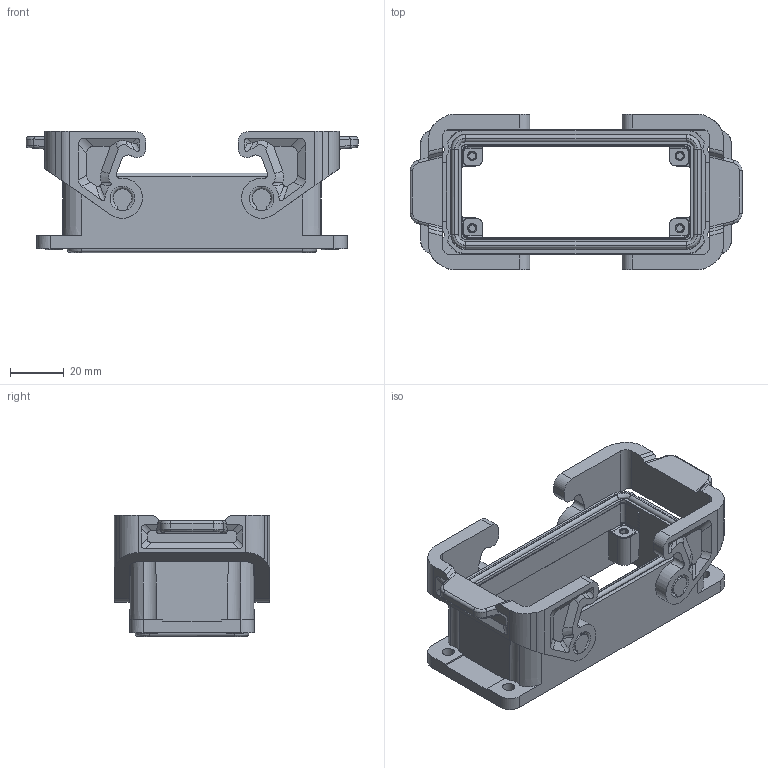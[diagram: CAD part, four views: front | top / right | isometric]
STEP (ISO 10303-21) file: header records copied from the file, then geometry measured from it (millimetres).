
FILE_DESCRIPTION(('Creo Elements/Direct Modeling STEP Export'),'2;1');
FILE_NAME('0ln7uvk5tn7239b2880','2023-11-14T14:08:26',(''),(''),'Creo Elements/Direct Modeling STEP processor for AP214 (Solid Model)','Creo Elements/Direct Modeling 20.1B 02-Apr-2019 (C) Parametric Technology GmbH','');
FILE_SCHEMA(('AUTOMOTIVE_DESIGN { 1 0 10303 214 1 1 1 1 }'));
Products named in the file (2): TCHI 16 B
Assembly tree (1 placements, depth 2):
  TCHI 16 B
    TCHI 16 B
Bounding box: 124 x 58 x 45.25 mm (x, y, z)
Volume: 70544.7 mm3; surface area: 41414.1 mm2
Topology: 1 solids, 8 shells, 911 faces, 2505 edges, 1590 vertices
Faces by surface type: plane 464, cylinder 261, cone 76, bspline 66, torus 44
Entity records: 50879 total; most frequent: CARTESIAN_POINT 22203, ORIENTED_EDGE 5010, DIRECTION 3827, EDGE_CURVE 2505, VERTEX_POINT 1590, AXIS2_PLACEMENT_3D 1289, VECTOR 1249, LINE 1249
